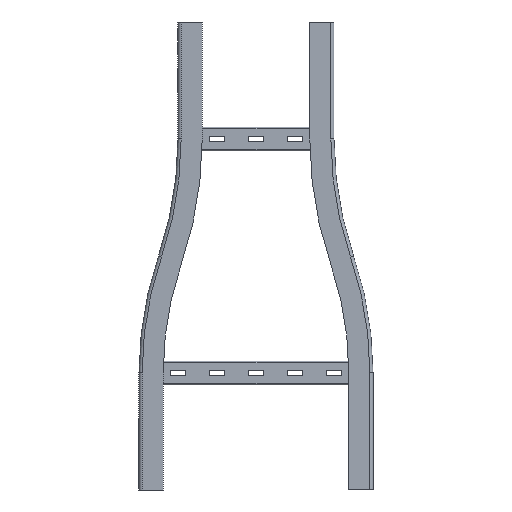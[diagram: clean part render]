
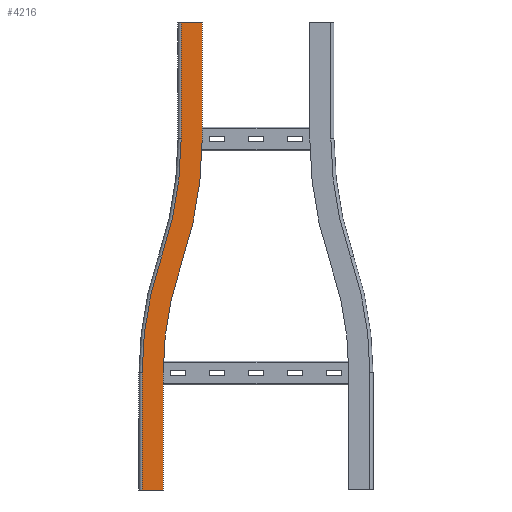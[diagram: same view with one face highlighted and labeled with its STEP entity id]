
A CAD part, front view. The second image highlights one B-rep face of the part: STEP entity #4216.
In plain terms, the highlighted planar face has unit normal (0, -1, 0).
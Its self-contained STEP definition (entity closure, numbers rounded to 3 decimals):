
#130=CIRCLE('',#4555,458.5);
#131=CIRCLE('',#4557,431.5);
#152=CIRCLE('',#4588,466.5);
#153=CIRCLE('',#4590,493.5);
#380=FACE_OUTER_BOUND('',#640,.T.);
#640=EDGE_LOOP('',(#3061,#3062,#3063,#3064,#3065,#3066,#3067,#3068,#3069,
#3070));
#900=LINE('',#6329,#1358);
#902=LINE('',#6335,#1360);
#916=LINE('',#6449,#1374);
#969=LINE('',#6562,#1427);
#970=LINE('',#6564,#1428);
#971=LINE('',#6565,#1429);
#1358=VECTOR('',#5021,10.);
#1360=VECTOR('',#5025,10.);
#1374=VECTOR('',#5173,10.);
#1427=VECTOR('',#5286,10.);
#1428=VECTOR('',#5287,10.);
#1429=VECTOR('',#5288,10.);
#1813=VERTEX_POINT('',#6325);
#1814=VERTEX_POINT('',#6327);
#1816=VERTEX_POINT('',#6332);
#1817=VERTEX_POINT('',#6334);
#1832=VERTEX_POINT('',#6384);
#1834=VERTEX_POINT('',#6389);
#1848=VERTEX_POINT('',#6438);
#1850=VERTEX_POINT('',#6443);
#1880=VERTEX_POINT('',#6558);
#1881=VERTEX_POINT('',#6563);
#2196=EDGE_CURVE('',#1813,#1814,#900,.T.);
#2198=EDGE_CURVE('',#1816,#1817,#902,.T.);
#2224=EDGE_CURVE('',#1832,#1813,#130,.T.);
#2226=EDGE_CURVE('',#1834,#1816,#131,.T.);
#2251=EDGE_CURVE('',#1848,#1832,#152,.T.);
#2253=EDGE_CURVE('',#1850,#1834,#153,.T.);
#2256=EDGE_CURVE('',#1817,#1814,#916,.T.);
#2315=EDGE_CURVE('',#1848,#1880,#969,.T.);
#2316=EDGE_CURVE('',#1881,#1850,#970,.T.);
#2317=EDGE_CURVE('',#1880,#1881,#971,.T.);
#3061=ORIENTED_EDGE('',*,*,#2315,.F.);
#3062=ORIENTED_EDGE('',*,*,#2251,.T.);
#3063=ORIENTED_EDGE('',*,*,#2224,.T.);
#3064=ORIENTED_EDGE('',*,*,#2196,.T.);
#3065=ORIENTED_EDGE('',*,*,#2256,.F.);
#3066=ORIENTED_EDGE('',*,*,#2198,.F.);
#3067=ORIENTED_EDGE('',*,*,#2226,.F.);
#3068=ORIENTED_EDGE('',*,*,#2253,.F.);
#3069=ORIENTED_EDGE('',*,*,#2316,.F.);
#3070=ORIENTED_EDGE('',*,*,#2317,.F.);
#4013=PLANE('',#4622);
#4216=ADVANCED_FACE('',(#380),#4013,.F.);
#4555=AXIS2_PLACEMENT_3D('',#6386,#5090,#5091);
#4557=AXIS2_PLACEMENT_3D('',#6391,#5095,#5096);
#4588=AXIS2_PLACEMENT_3D('',#6440,#5161,#5162);
#4590=AXIS2_PLACEMENT_3D('',#6445,#5166,#5167);
#4622=AXIS2_PLACEMENT_3D('',#6561,#5284,#5285);
#5021=DIRECTION('',(0.,0.,-1.));
#5025=DIRECTION('',(0.,0.,-1.));
#5090=DIRECTION('center_axis',(0.,-1.,0.));
#5091=DIRECTION('ref_axis',(-0.946,0.,0.324));
#5095=DIRECTION('center_axis',(0.,-1.,0.));
#5096=DIRECTION('ref_axis',(-0.946,0.,0.324));
#5161=DIRECTION('center_axis',(0.,1.,0.));
#5162=DIRECTION('ref_axis',(1.,0.,0.));
#5166=DIRECTION('center_axis',(0.,1.,0.));
#5167=DIRECTION('ref_axis',(1.,0.,0.));
#5173=DIRECTION('',(-1.,0.,0.));
#5284=DIRECTION('center_axis',(0.,1.,0.));
#5285=DIRECTION('ref_axis',(0.,0.,1.));
#5286=DIRECTION('',(0.,0.,1.));
#5287=DIRECTION('',(0.,0.,-1.));
#5288=DIRECTION('',(1.,0.,0.));
#6325=CARTESIAN_POINT('',(-77.,0.,-300.));
#6327=CARTESIAN_POINT('',(-77.,0.,-450.));
#6329=CARTESIAN_POINT('',(-77.,0.,-300.));
#6332=CARTESIAN_POINT('',(-50.,0.,-300.));
#6334=CARTESIAN_POINT('',(-50.,0.,-450.));
#6335=CARTESIAN_POINT('',(-50.,0.,-300.));
#6384=CARTESIAN_POINT('',(-52.216,0.,-151.297));
#6386=CARTESIAN_POINT('Origin',(381.5,0.,-300.));
#6389=CARTESIAN_POINT('',(-26.676,0.,-160.054));
#6391=CARTESIAN_POINT('Origin',(381.5,0.,-300.));
#6438=CARTESIAN_POINT('',(-27.,0.,0.));
#6440=CARTESIAN_POINT('Origin',(-493.5,0.,
0.));
#6443=CARTESIAN_POINT('',(0.,0.,0.));
#6445=CARTESIAN_POINT('Origin',(-493.5,0.,
0.));
#6449=CARTESIAN_POINT('',(-50.,0.,-450.));
#6558=CARTESIAN_POINT('',(-27.,0.,150.));
#6561=CARTESIAN_POINT('Origin',(-43.286,0.,
75.));
#6562=CARTESIAN_POINT('',(-27.,0.,75.));
#6563=CARTESIAN_POINT('',(0.,0.,150.));
#6564=CARTESIAN_POINT('',(0.,0.,0.));
#6565=CARTESIAN_POINT('',(0.,0.,150.));
